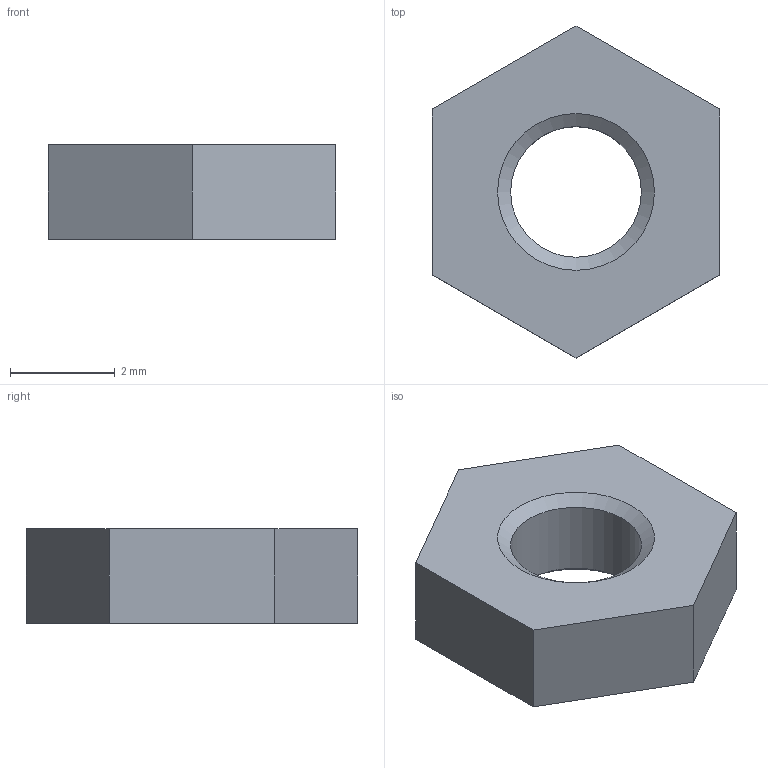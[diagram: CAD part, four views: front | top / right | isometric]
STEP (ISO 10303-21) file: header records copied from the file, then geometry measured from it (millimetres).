
FILE_DESCRIPTION (( 'STEP AP214' ), '1' );
FILE_NAME ('1209-Z1P-A.STEP', '2013-05-15T14:56:50', ( '3DAssist' ), ( '' ), 'SwSTEP 2.0', 'SolidWorks 2013', '' );
FILE_SCHEMA (( 'AUTOMOTIVE_DESIGN' ));
Length unit declared in the file: millimetre
Products named in the file (1): 1209-Z1P-A
Bounding box: 5.5 x 6.35 x 1.8 mm (x, y, z)
Volume: 37.9 mm3; surface area: 89.3 mm2
Topology: 1 solids, 1 shells, 12 faces, 29 edges, 19 vertices
Faces by surface type: plane 8, cylinder 2, cone 2
Full cylindrical faces by diameter (mm): 2.5 x1, 3 x1
Entity records: 350 total; most frequent: DIRECTION 54, CARTESIAN_POINT 53, ORIENTED_EDGE 46, EDGE_CURVE 23, VECTOR 18, LINE 18, EDGE_LOOP 18, AXIS2_PLACEMENT_3D 18
